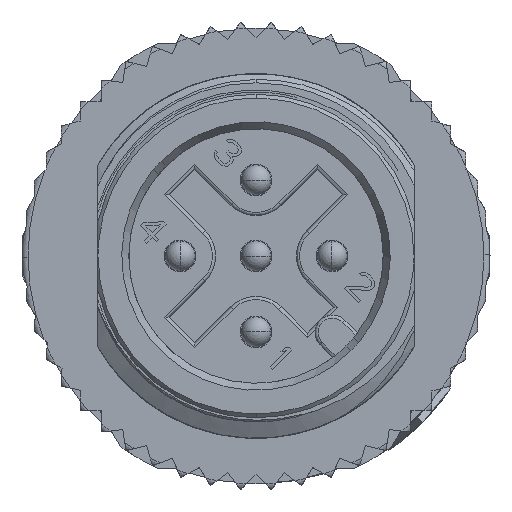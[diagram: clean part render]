
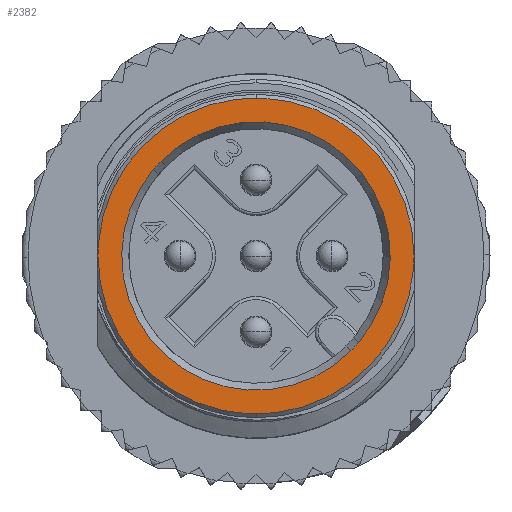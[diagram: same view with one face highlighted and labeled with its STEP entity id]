
A CAD part, front view. The second image highlights one B-rep face of the part: STEP entity #2382.
In plain terms, the highlighted planar face has unit normal (0, -1, 0).
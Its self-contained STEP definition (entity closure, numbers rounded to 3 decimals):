
#2382=ADVANCED_FACE('',(#5372,#5373),#5374,.T.);
#5372=FACE_OUTER_BOUND('',#9404,.T.);
#5373=FACE_BOUND('',#9405,.T.);
#5374=PLANE('',#9406);
#9404=EDGE_LOOP('',(#24863,#24864,#24865,#24866));
#9405=EDGE_LOOP('',(#24867,#24868,#24869,#24870));
#9406=AXIS2_PLACEMENT_3D('',#24871,#24872,#24873);
#24863=ORIENTED_EDGE('',*,*,#30719,.T.);
#24864=ORIENTED_EDGE('',*,*,#32422,.T.);
#24865=ORIENTED_EDGE('',*,*,#30714,.T.);
#24866=ORIENTED_EDGE('',*,*,#32424,.T.);
#24867=ORIENTED_EDGE('',*,*,#30859,.F.);
#24868=ORIENTED_EDGE('',*,*,#31796,.F.);
#24869=ORIENTED_EDGE('',*,*,#30864,.F.);
#24870=ORIENTED_EDGE('',*,*,#31799,.F.);
#24871=CARTESIAN_POINT('',(-5.72,-16.1,5.682));
#24872=DIRECTION('',(0.0,-1.0,0.0));
#24873=DIRECTION('',(1.0,0.0,0.0));
#30714=EDGE_CURVE('',#34995,#34992,#34996,.T.);
#30719=EDGE_CURVE('',#35004,#35001,#35005,.T.);
#30859=EDGE_CURVE('',#35252,#35248,#35254,.T.);
#30864=EDGE_CURVE('',#35261,#35257,#35263,.T.);
#31796=EDGE_CURVE('',#35257,#35252,#36609,.T.);
#31799=EDGE_CURVE('',#35248,#35261,#36612,.T.);
#32422=EDGE_CURVE('',#35001,#34995,#37499,.T.);
#32424=EDGE_CURVE('',#34992,#35004,#37501,.T.);
#34992=VERTEX_POINT('',#41189);
#34995=VERTEX_POINT('',#41193);
#34996=CIRCLE('',#41194,5.2);
#35001=VERTEX_POINT('',#41200);
#35004=VERTEX_POINT('',#41204);
#35005=CIRCLE('',#41205,5.2);
#35248=VERTEX_POINT('',#41631);
#35252=VERTEX_POINT('',#41636);
#35254=CIRCLE('',#41639,4.418);
#35257=VERTEX_POINT('',#41642);
#35261=VERTEX_POINT('',#41647);
#35263=CIRCLE('',#41650,4.418);
#36609=CIRCLE('',#43513,4.418);
#36612=CIRCLE('',#43516,4.418);
#37499=CIRCLE('',#44897,5.2);
#37501=CIRCLE('',#44899,5.2);
#41189=CARTESIAN_POINT('',(-5.18,-16.1,0.453));
#41193=CARTESIAN_POINT('',(5.2,-16.1,0.0));
#41194=AXIS2_PLACEMENT_3D('',#55607,#55608,#55609);
#41200=CARTESIAN_POINT('',(5.18,-16.1,-0.453));
#41204=CARTESIAN_POINT('',(-5.2,-16.1,0.0));
#41205=AXIS2_PLACEMENT_3D('',#55615,#55616,#55617);
#41631=CARTESIAN_POINT('',(3.385,-16.1,-2.84));
#41636=CARTESIAN_POINT('',(3.124,-16.1,-3.124));
#41639=AXIS2_PLACEMENT_3D('',#55832,#55833,#55834);
#41642=CARTESIAN_POINT('',(-3.385,-16.1,2.84));
#41647=CARTESIAN_POINT('',(-3.124,-16.1,3.124));
#41650=AXIS2_PLACEMENT_3D('',#55840,#55841,#55842);
#43513=AXIS2_PLACEMENT_3D('',#56938,#56939,#56940);
#43516=AXIS2_PLACEMENT_3D('',#56944,#56945,#56946);
#44897=AXIS2_PLACEMENT_3D('',#57466,#57467,#57468);
#44899=AXIS2_PLACEMENT_3D('',#57469,#57470,#57471);
#55607=CARTESIAN_POINT('',(0.0,-16.1,0.0));
#55608=DIRECTION('',(0.0,-1.0,0.0));
#55609=DIRECTION('',(1.0,0.0,0.0));
#55615=CARTESIAN_POINT('',(0.0,-16.1,0.0));
#55616=DIRECTION('',(0.0,-1.0,0.0));
#55617=DIRECTION('',(-1.0,0.0,0.0));
#55832=CARTESIAN_POINT('',(0.0,-16.1,0.0));
#55833=DIRECTION('',(0.0,-1.0,0.0));
#55834=DIRECTION('',(0.707,0.0,-0.707));
#55840=CARTESIAN_POINT('',(0.0,-16.1,0.0));
#55841=DIRECTION('',(0.0,-1.0,0.0));
#55842=DIRECTION('',(-0.707,0.0,0.707));
#56938=CARTESIAN_POINT('',(0.0,-16.1,0.0));
#56939=DIRECTION('',(0.0,-1.0,0.0));
#56940=DIRECTION('',(-0.707,0.0,0.707));
#56944=CARTESIAN_POINT('',(0.0,-16.1,0.0));
#56945=DIRECTION('',(0.0,-1.0,0.0));
#56946=DIRECTION('',(0.707,0.0,-0.707));
#57466=CARTESIAN_POINT('',(0.0,-16.1,0.0));
#57467=DIRECTION('',(0.0,-1.0,0.0));
#57468=DIRECTION('',(-1.0,0.0,0.0));
#57469=CARTESIAN_POINT('',(0.0,-16.1,0.0));
#57470=DIRECTION('',(0.0,-1.0,0.0));
#57471=DIRECTION('',(1.0,0.0,0.0));
